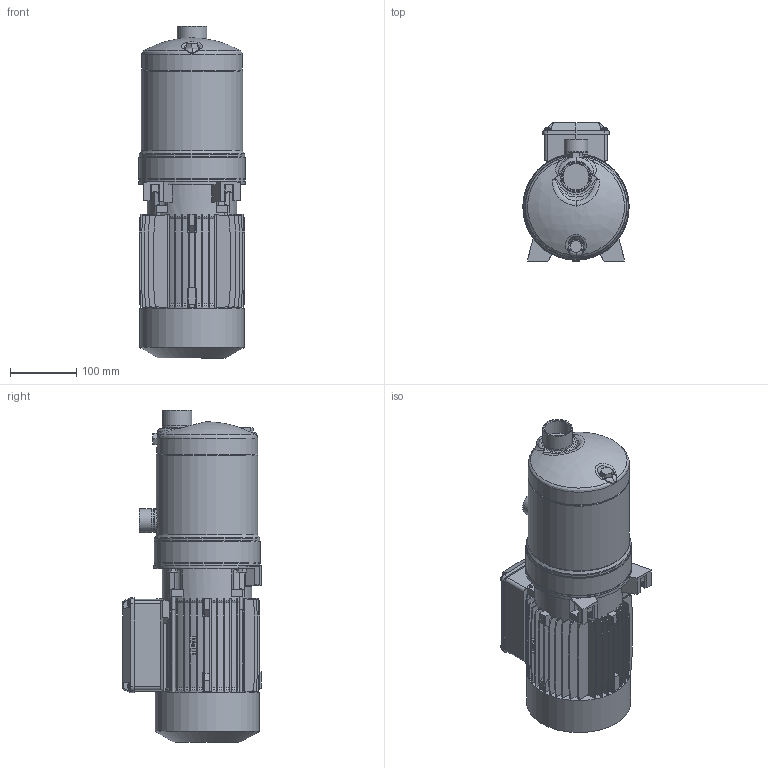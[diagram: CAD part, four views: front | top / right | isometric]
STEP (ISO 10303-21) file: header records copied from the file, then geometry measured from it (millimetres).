
FILE_DESCRIPTION(('STEP AP203'),'2;1');
FILE_NAME('MXH 206_406.stp','2012-04-10T10:58:35',(''),(''),'2011.1.113','THINKDESIGN','');
FILE_SCHEMA(('CONFIG_CONTROL_DESIGN'));
Length unit declared in the file: millimetre
Bounding box: 160.52 x 209.5 x 501 mm (x, y, z)
Volume: 8609750.7 mm3; surface area: 588124.3 mm2
Topology: 1 solids, 1 shells, 1017 faces, 2850 edges, 1889 vertices
Faces by surface type: plane 718, bspline 184, cylinder 115
Full cylindrical faces by diameter (mm): 4.36 x4, 5 x4, 10 x4, 30.7 x1, 35.5 x1, 35.8 x2, 36 x1, 39.5 x1, 44.5 x1, 135 x2, 152.4 x1, 153 x1, 157 x1, 159 x1, 160 x1
Entity records: 40411 total; most frequent: CARTESIAN_POINT 14810, ORIENTED_EDGE 5682, DIRECTION 4794, EDGE_CURVE 2841, VECTOR 1928, LINE 1928, VERTEX_POINT 1889, AXIS2_PLACEMENT_3D 1433
